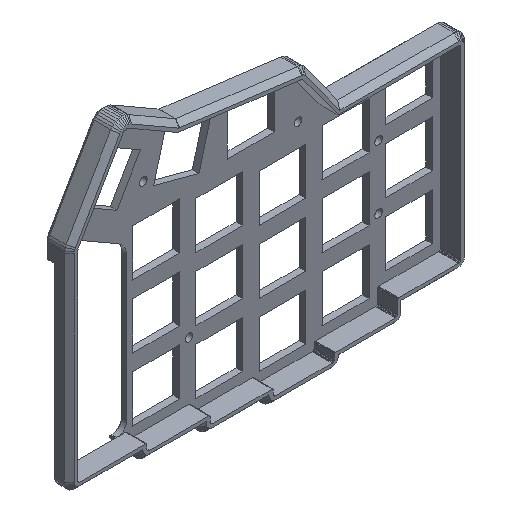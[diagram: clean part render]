
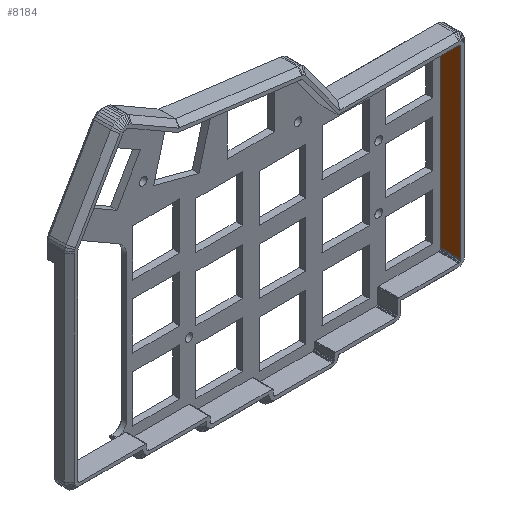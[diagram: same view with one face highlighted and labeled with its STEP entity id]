
A CAD part, isometric view. The second image highlights one B-rep face of the part: STEP entity #8184.
In plain terms, the highlighted planar face has unit normal (-1, 0, 0).
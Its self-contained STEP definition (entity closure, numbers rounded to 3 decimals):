
#303=FACE_OUTER_BOUND('',#769,.T.);
#769=EDGE_LOOP('',(#6273,#6274,#6275,#6276));
#1436=LINE('',#11816,#2583);
#1646=LINE('',#12235,#2793);
#1647=LINE('',#12238,#2794);
#1648=LINE('',#12239,#2795);
#2583=VECTOR('',#9573,10.);
#2793=VECTOR('',#9963,10.);
#2794=VECTOR('',#9966,10.);
#2795=VECTOR('',#9967,10.);
#3628=VERTEX_POINT('',#11813);
#3629=VERTEX_POINT('',#11815);
#3748=VERTEX_POINT('',#12233);
#3749=VERTEX_POINT('',#12237);
#4473=EDGE_CURVE('',#3628,#3629,#1436,.T.);
#4683=EDGE_CURVE('',#3748,#3629,#1646,.T.);
#4684=EDGE_CURVE('',#3749,#3748,#1647,.T.);
#4685=EDGE_CURVE('',#3749,#3628,#1648,.T.);
#6273=ORIENTED_EDGE('',*,*,#4684,.T.);
#6274=ORIENTED_EDGE('',*,*,#4683,.T.);
#6275=ORIENTED_EDGE('',*,*,#4473,.F.);
#6276=ORIENTED_EDGE('',*,*,#4685,.F.);
#7741=PLANE('',#8648);
#8184=ADVANCED_FACE('',(#303),#7741,.T.);
#8648=AXIS2_PLACEMENT_3D('',#12236,#9964,#9965);
#9573=DIRECTION('',(0.,0.,1.));
#9963=DIRECTION('',(0.,1.,0.));
#9964=DIRECTION('center_axis',(-1.,0.,0.));
#9965=DIRECTION('ref_axis',(0.,0.,1.));
#9966=DIRECTION('',(0.,0.,1.));
#9967=DIRECTION('',(0.,1.,0.));
#11813=CARTESIAN_POINT('',(145.3,6.,0.587));
#11815=CARTESIAN_POINT('',(145.3,6.,55.863));
#11816=CARTESIAN_POINT('',(145.3,6.,0.587));
#12233=CARTESIAN_POINT('',(145.3,0.,55.863));
#12235=CARTESIAN_POINT('',(145.3,0.,55.863));
#12236=CARTESIAN_POINT('Origin',(145.3,0.,0.587));
#12237=CARTESIAN_POINT('',(145.3,0.,0.587));
#12238=CARTESIAN_POINT('',(145.3,0.,19.693));
#12239=CARTESIAN_POINT('',(145.3,0.,0.587));
